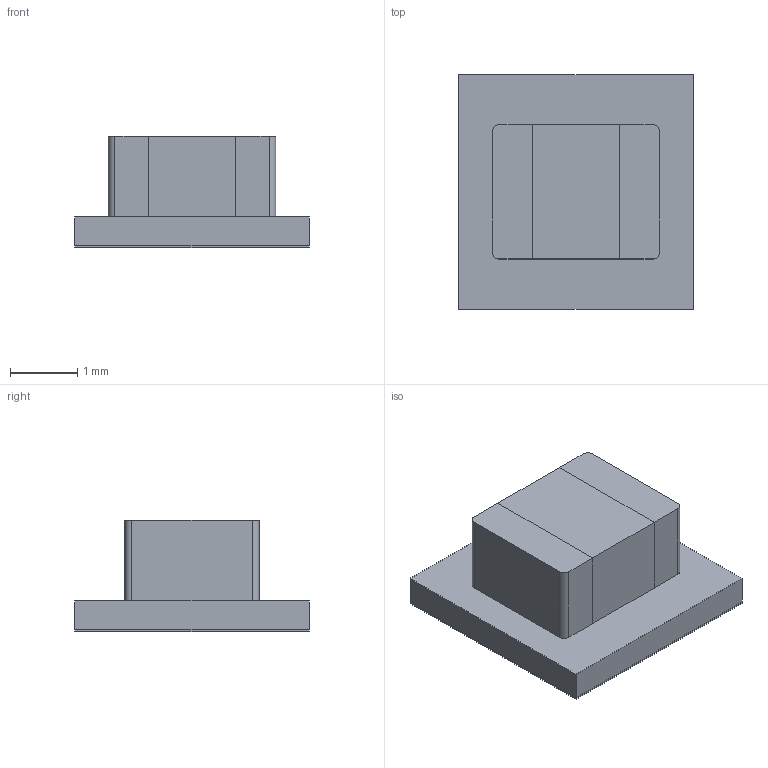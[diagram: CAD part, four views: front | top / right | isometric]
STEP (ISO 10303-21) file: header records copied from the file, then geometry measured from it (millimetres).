
FILE_DESCRIPTION((''),'2;1');
FILE_NAME('SIL0008F_ASM','2017-01-19T',('a0412025'),(''),'CREO PARAMETRIC BY PTC INC, 2016050','CREO PARAMETRIC BY PTC INC, 2016050','');
FILE_SCHEMA(('AUTOMOTIVE_DESIGN { 1 0 10303 214 1 1 1 1 }'));
Length unit declared in the file: millimetre
Products named in the file (8): SOLDERMASK-SIP; METAL-SIL0008F; SUBSTRATE-SIP; DIE-166-166; INDUCTOR-BODY-MLV; INDUCTOR-TERMNL-MLV; INDUCTOR-MLV-YT12_ASM; SIL0008F_ASM
Assembly tree (8 placements, depth 3):
  SIL0008F_ASM
    SOLDERMASK-SIP
    METAL-SIL0008F
    SUBSTRATE-SIP
    DIE-166-166
    INDUCTOR-MLV-YT12_ASM
      INDUCTOR-BODY-MLV
      INDUCTOR-TERMNL-MLV  x2
Bounding box: 3.5 x 3.5 x 1.66 mm (x, y, z)
Volume: 11.5 mm3; surface area: 99.5 mm2
Topology: 18 solids, 19 shells, 168 faces, 390 edges, 260 vertices
Faces by surface type: plane 164, cylinder 4
Entity records: 6471 total; most frequent: CARTESIAN_POINT 821, ORIENTED_EDGE 744, DIRECTION 734, PRESENTATION_STYLE_ASSIGNMENT 389, STYLED_ITEM 389, CURVE_STYLE 372, EDGE_CURVE 372, VECTOR 368
